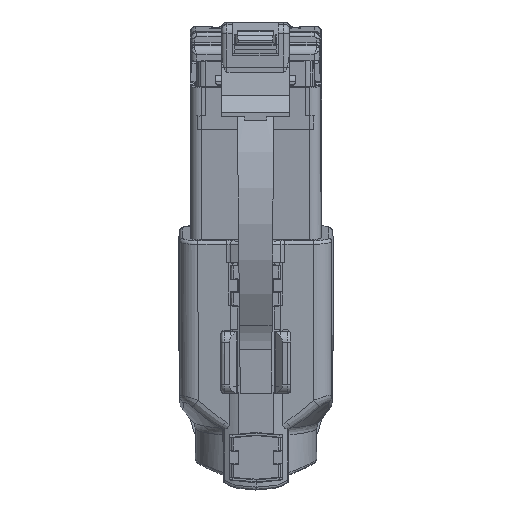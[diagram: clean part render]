
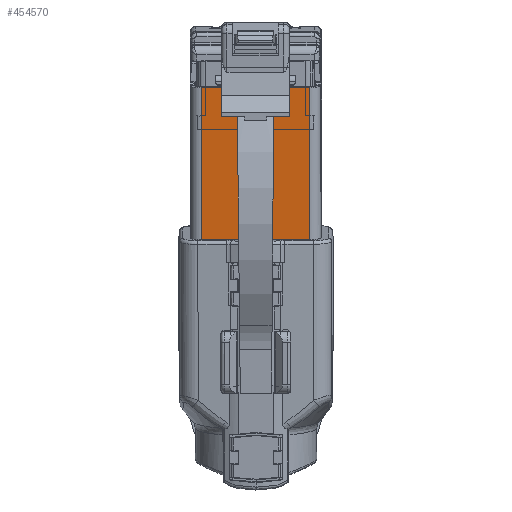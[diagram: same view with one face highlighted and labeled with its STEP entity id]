
A CAD part, front view. The second image highlights one B-rep face of the part: STEP entity #454570.
In plain terms, the highlighted face is planar.
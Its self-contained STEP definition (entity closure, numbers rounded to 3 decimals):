
#384010=CARTESIAN_POINT('',(-224.479,151.628,
157.299));
#384020=VERTEX_POINT('',#384010);
#384050=CARTESIAN_POINT('',(-224.452,151.628,
157.299));
#384060=DIRECTION('',(1.,0.,0.));
#384070=VECTOR('',#384060,1.);
#384080=LINE('',#384050,#384070);
#384090=CARTESIAN_POINT('',(-229.319,151.628,
157.299));
#384100=VERTEX_POINT('',#384090);
#384110=EDGE_CURVE('',#384100,#384020,#384080,.T.);
#386850=CARTESIAN_POINT('',(-219.639,151.642,
157.297));
#386860=VERTEX_POINT('',#386850);
#386890=CARTESIAN_POINT('',(-224.506,151.628,
157.299));
#386900=DIRECTION('',(-1.,-0.003,
0.));
#386910=VECTOR('',#386900,1.);
#386920=LINE('',#386890,#386910);
#386930=EDGE_CURVE('',#386860,#384020,#386920,.T.);
#452530=CARTESIAN_POINT('',(-223.204,138.053,
159.207));
#452540=VERTEX_POINT('',#452530);
#452570=CARTESIAN_POINT('',(-220.656,138.057,
159.206));
#452580=DIRECTION('',(1.,0.001,
0.));
#452590=VECTOR('',#452580,1.);
#452600=LINE('',#452570,#452590);
#452610=CARTESIAN_POINT('',(-219.619,138.059,
159.206));
#452620=VERTEX_POINT('',#452610);
#452630=EDGE_CURVE('',#452540,#452620,#452600,.T.);
#453610=CARTESIAN_POINT('',(-242.287,347.469,
129.775));
#453620=DIRECTION('',(0.089,-0.986,
0.139));
#453630=VECTOR('',#453620,1.);
#453640=LINE('',#453610,#453630);
#453650=CARTESIAN_POINT('',(-223.79,141.519,
158.72));
#453660=VERTEX_POINT('',#453650);
#453670=CARTESIAN_POINT('',(-223.504,138.324,
159.169));
#453680=VERTEX_POINT('',#453670);
#453690=EDGE_CURVE('',#453660,#453680,#453640,.T.);
#453940=CARTESIAN_POINT('',(-223.982,151.153,
157.366));
#453950=DIRECTION('',(0.,0.139,
0.99));
#453960=DIRECTION('',(1.,0.001,
0.));
#453970=AXIS2_PLACEMENT_3D('',#453940,#453950,#453960);
#453980=PLANE('',#453970);
#453990=ORIENTED_EDGE('',*,*,#386930,.T.);
#454000=CARTESIAN_POINT('',(-219.635,148.869,
157.687));
#454010=DIRECTION('',(-0.001,0.99,
-0.139));
#454020=VECTOR('',#454010,1.);
#454030=LINE('',#454000,#454020);
#454040=EDGE_CURVE('',#452620,#386860,#454030,.T.);
#454050=ORIENTED_EDGE('',*,*,#454040,.T.);
#454060=ORIENTED_EDGE('',*,*,#452630,.T.);
#454070=CARTESIAN_POINT('',(-223.205,138.351,
159.165));
#454080=DIRECTION('',(0.,-0.139,
-0.99));
#454090=DIRECTION('',(-1.,-0.001,
0.));
#454100=AXIS2_PLACEMENT_3D('',#454070,#454080,#454090);
#454110=CIRCLE('',#454100,0.3);
#454120=EDGE_CURVE('',#452540,#453680,#454110,.T.);
#454130=ORIENTED_EDGE('',*,*,#454120,.F.);
#454140=ORIENTED_EDGE('',*,*,#453690,.T.);
#454150=CARTESIAN_POINT('',(-224.193,141.518,
158.72));
#454160=DIRECTION('',(-1.,-0.001,
0.));
#454170=VECTOR('',#454160,1.);
#454180=LINE('',#454150,#454170);
#454190=CARTESIAN_POINT('',(-225.138,141.517,
158.72));
#454200=VERTEX_POINT('',#454190);
#454210=EDGE_CURVE('',#453660,#454200,#454180,.T.);
#454220=ORIENTED_EDGE('',*,*,#454210,.F.);
#454230=CARTESIAN_POINT('',(-207.239,347.519,
129.768));
#454240=DIRECTION('',(-0.086,-0.987,
0.139));
#454250=VECTOR('',#454240,1.);
#454260=LINE('',#454230,#454250);
#454270=CARTESIAN_POINT('',(-225.416,138.321,
159.169));
#454280=VERTEX_POINT('',#454270);
#454290=EDGE_CURVE('',#454200,#454280,#454260,.T.);
#454300=ORIENTED_EDGE('',*,*,#454290,.F.);
#454310=CARTESIAN_POINT('',(-225.714,138.347,
159.165));
#454320=DIRECTION('',(0.,0.139,
0.99));
#454330=DIRECTION('',(1.,0.001,
0.));
#454340=AXIS2_PLACEMENT_3D('',#454310,#454320,#454330);
#454350=CIRCLE('',#454340,0.3);
#454360=CARTESIAN_POINT('',(-225.714,138.05,
159.207));
#454370=VERTEX_POINT('',#454360);
#454380=EDGE_CURVE('',#454370,#454280,#454350,.T.);
#454390=ORIENTED_EDGE('',*,*,#454380,.T.);
#454400=CARTESIAN_POINT('',(-228.263,138.046,
159.208));
#454410=DIRECTION('',(-1.,-0.001,
0.));
#454420=VECTOR('',#454410,1.);
#454430=LINE('',#454400,#454420);
#454440=CARTESIAN_POINT('',(-229.299,138.045,
159.208));
#454450=VERTEX_POINT('',#454440);
#454460=EDGE_CURVE('',#454370,#454450,#454430,.T.);
#454470=ORIENTED_EDGE('',*,*,#454460,.F.);
#454480=CARTESIAN_POINT('',(-229.315,148.855,
157.689));
#454490=DIRECTION('',(-0.001,0.99,
-0.139));
#454500=VECTOR('',#454490,1.);
#454510=LINE('',#454480,#454500);
#454520=EDGE_CURVE('',#454450,#384100,#454510,.T.);
#454530=ORIENTED_EDGE('',*,*,#454520,.F.);
#454540=ORIENTED_EDGE('',*,*,#384110,.F.);
#454550=EDGE_LOOP('',(#454540,#454530,#454470,#454390,#454300,#454220,
#454140,#454130,#454060,#454050,#453990));
#454560=FACE_OUTER_BOUND('',#454550,.T.);
#454570=ADVANCED_FACE('',(#454560),#453980,.T.);
